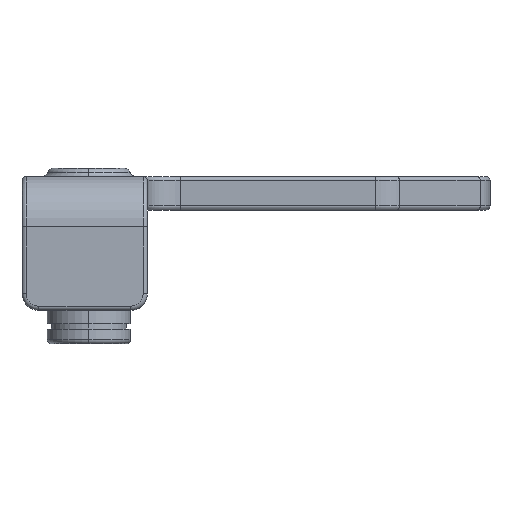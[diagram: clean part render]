
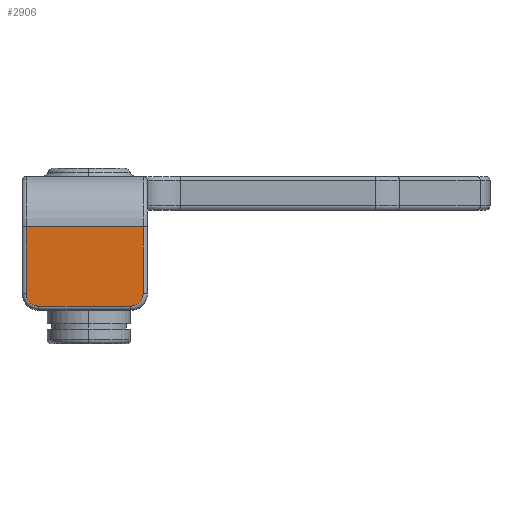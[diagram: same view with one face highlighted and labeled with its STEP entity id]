
A CAD part, left-side view. The second image highlights one B-rep face of the part: STEP entity #2906.
In plain terms, the highlighted planar face has unit normal (-1, 0, 0).
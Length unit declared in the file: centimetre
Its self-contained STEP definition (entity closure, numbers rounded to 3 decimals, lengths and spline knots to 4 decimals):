
#10 = VERTEX_POINT ( 'NONE', #53 ) ;
#53 = CARTESIAN_POINT ( 'NONE',  ( -15.24, 2.3813, -0.635 ) ) ;
#151 = CARTESIAN_POINT ( 'NONE',  ( -15.24, 1.905, -3.175 ) ) ;
#187 = VERTEX_POINT ( 'NONE', #1274 ) ;
#220 = DIRECTION ( 'NONE',  ( -1., 0., 0. ) ) ;
#231 = LINE ( 'NONE', #1316, #2402 ) ;
#267 = VERTEX_POINT ( 'NONE', #2109 ) ;
#376 = AXIS2_PLACEMENT_3D ( 'NONE', #1051, #1385, #3461 ) ;
#481 = CARTESIAN_POINT ( 'NONE',  ( -15.24, 1.905, -3.6513 ) ) ;
#666 = EDGE_CURVE ( 'NONE', #267, #2750, #2801, .T. ) ;
#751 = EDGE_CURVE ( 'NONE', #10, #267, #2732, .T. ) ;
#770 = PLANE ( 'NONE',  #376 ) ;
#791 = EDGE_CURVE ( 'NONE', #1890, #3376, #1662, .T. ) ;
#855 = ORIENTED_EDGE ( 'NONE', *, *, #1944, .T. ) ;
#951 = ORIENTED_EDGE ( 'NONE', *, *, #791, .T. ) ;
#975 = LINE ( 'NONE', #2393, #2868 ) ;
#1051 = CARTESIAN_POINT ( 'NONE',  ( -15.24, -2.2225, -3.81 ) ) ;
#1076 = DIRECTION ( 'NONE',  ( 0., 0., -1. ) ) ;
#1188 = EDGE_CURVE ( 'NONE', #187, #10, #1583, .T. ) ;
#1206 = EDGE_CURVE ( 'NONE', #3376, #187, #231, .T. ) ;
#1274 = CARTESIAN_POINT ( 'NONE',  ( -15.24, -2.0637, -0.635 ) ) ;
#1316 = CARTESIAN_POINT ( 'NONE',  ( -15.24, -2.0637, -0.635 ) ) ;
#1323 = CARTESIAN_POINT ( 'NONE',  ( -15.24, -1.5875, -3.6513 ) ) ;
#1385 = DIRECTION ( 'NONE',  ( -1., 0., 0. ) ) ;
#1490 = VECTOR ( 'NONE', #2675, 100. ) ;
#1583 = LINE ( 'NONE', #2727, #1490 ) ;
#1601 = AXIS2_PLACEMENT_3D ( 'NONE', #1641, #3344, #2825 ) ;
#1641 = CARTESIAN_POINT ( 'NONE',  ( -15.24, -1.5875, -3.175 ) ) ;
#1662 = CIRCLE ( 'NONE', #1601, 0.4762 ) ;
#1840 = EDGE_LOOP ( 'NONE', ( #951, #2330, #2869, #2260, #2413, #855 ) ) ;
#1890 = VERTEX_POINT ( 'NONE', #1323 ) ;
#1902 = FACE_OUTER_BOUND ( 'NONE', #1840, .T. ) ;
#1944 = EDGE_CURVE ( 'NONE', #2750, #1890, #975, .T. ) ;
#2035 = CARTESIAN_POINT ( 'NONE',  ( -15.24, -2.0637, -3.175 ) ) ;
#2057 = VECTOR ( 'NONE', #1076, 100. ) ;
#2109 = CARTESIAN_POINT ( 'NONE',  ( -15.24, 2.3813, -3.175 ) ) ;
#2217 = CARTESIAN_POINT ( 'NONE',  ( -15.24, 2.3813, -3.175 ) ) ;
#2260 = ORIENTED_EDGE ( 'NONE', *, *, #751, .T. ) ;
#2330 = ORIENTED_EDGE ( 'NONE', *, *, #1206, .T. ) ;
#2393 = CARTESIAN_POINT ( 'NONE',  ( -15.24, -2.2225, -3.6513 ) ) ;
#2402 = VECTOR ( 'NONE', #2407, 100. ) ;
#2407 = DIRECTION ( 'NONE',  ( 0., 0., 1. ) ) ;
#2413 = ORIENTED_EDGE ( 'NONE', *, *, #666, .T. ) ;
#2675 = DIRECTION ( 'NONE',  ( 0., 1., 0. ) ) ;
#2727 = CARTESIAN_POINT ( 'NONE',  ( -15.24, -2.2225, -0.635 ) ) ;
#2732 = LINE ( 'NONE', #2217, #2057 ) ;
#2750 = VERTEX_POINT ( 'NONE', #481 ) ;
#2801 = CIRCLE ( 'NONE', #3305, 0.4762 ) ;
#2825 = DIRECTION ( 'NONE',  ( 0., 0., 1. ) ) ;
#2868 = VECTOR ( 'NONE', #2949, 100. ) ;
#2869 = ORIENTED_EDGE ( 'NONE', *, *, #1188, .T. ) ;
#2906 = ADVANCED_FACE ( 'NONE', ( #1902 ), #770, .T. ) ;
#2949 = DIRECTION ( 'NONE',  ( 0., -1., 0. ) ) ;
#3141 = DIRECTION ( 'NONE',  ( 0., 0., 1. ) ) ;
#3305 = AXIS2_PLACEMENT_3D ( 'NONE', #151, #220, #3141 ) ;
#3344 = DIRECTION ( 'NONE',  ( -1., 0., 0. ) ) ;
#3376 = VERTEX_POINT ( 'NONE', #2035 ) ;
#3461 = DIRECTION ( 'NONE',  ( 0., 0., 1. ) ) ;
